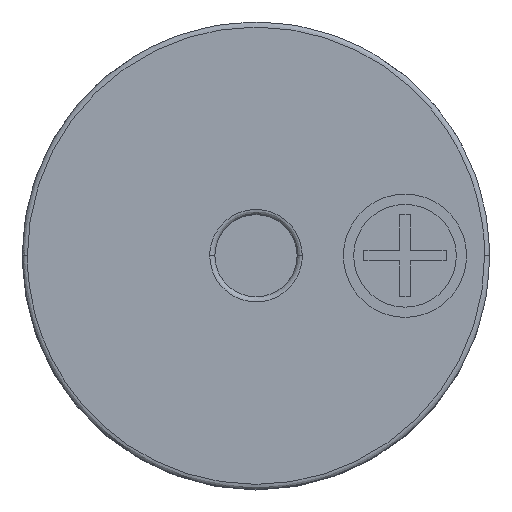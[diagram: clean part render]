
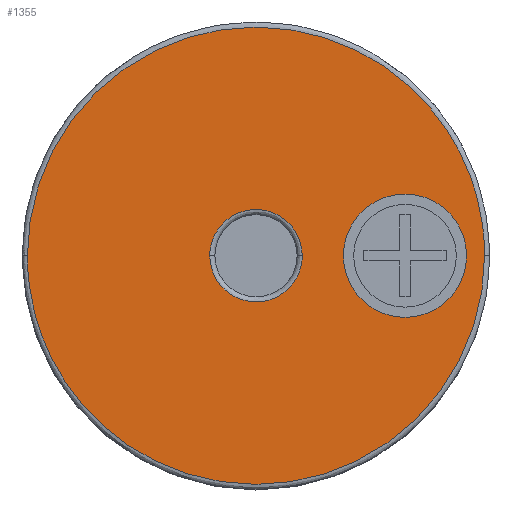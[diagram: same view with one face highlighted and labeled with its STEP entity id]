
A CAD part, top view. The second image highlights one B-rep face of the part: STEP entity #1355.
In plain terms, the highlighted planar face has unit normal (0, 0, 1).
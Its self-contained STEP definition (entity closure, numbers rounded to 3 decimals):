
#32 = FACE_BOUND ( 'NONE', #231, .T. ) ;
#142 = VERTEX_POINT ( 'NONE', #176 ) ;
#176 = CARTESIAN_POINT ( 'NONE',  ( 4.45, 0., 5.6 ) ) ;
#231 = EDGE_LOOP ( 'NONE', ( #1495, #298 ) ) ;
#234 = ORIENTED_EDGE ( 'NONE', *, *, #1562, .F. ) ;
#238 = PLANE ( 'NONE',  #2015 ) ;
#253 =( BOUNDED_CURVE ( )  B_SPLINE_CURVE ( 3, ( #1008, #2290, #474, #2295 ),
 .UNSPECIFIED., .F., .T. ) 
 B_SPLINE_CURVE_WITH_KNOTS ( ( 4, 4 ),
 ( 0., 0.5 ),
 .UNSPECIFIED. ) 
 CURVE ( )  GEOMETRIC_REPRESENTATION_ITEM ( )  RATIONAL_B_SPLINE_CURVE ( ( 1., 0.333, 0.333, 1. ) ) 
 REPRESENTATION_ITEM ( '' )  );
#292 = EDGE_CURVE ( 'NONE', #1494, #2246, #253, .T. ) ;
#298 = ORIENTED_EDGE ( 'NONE', *, *, #1484, .F. ) ;
#314 = CARTESIAN_POINT ( 'NONE',  ( -4.45, 0., 5.6 ) ) ;
#394 = CARTESIAN_POINT ( 'NONE',  ( -4.45, -8.9, 5.6 ) ) ;
#402 = VERTEX_POINT ( 'NONE', #2139 ) ;
#429 = EDGE_CURVE ( 'NONE', #990, #142, #1266, .T. ) ;
#474 = CARTESIAN_POINT ( 'NONE',  ( -0.9, 1.8, 5.6 ) ) ;
#540 = CIRCLE ( 'NONE', #1828, 1.2 ) ;
#549 =( BOUNDED_CURVE ( )  B_SPLINE_CURVE ( 3, ( #1305, #572, #394, #1288 ),
 .UNSPECIFIED., .F., .T. ) 
 B_SPLINE_CURVE_WITH_KNOTS ( ( 4, 4 ),
 ( 0., 0.5 ),
 .UNSPECIFIED. ) 
 CURVE ( )  GEOMETRIC_REPRESENTATION_ITEM ( )  RATIONAL_B_SPLINE_CURVE ( ( 1., 0.333, 0.333, 1. ) ) 
 REPRESENTATION_ITEM ( '' )  );
#572 = CARTESIAN_POINT ( 'NONE',  ( 4.45, -8.9, 5.6 ) ) ;
#573 = VERTEX_POINT ( 'NONE', #1948 ) ;
#590 = CIRCLE ( 'NONE', #1432, 1.2 ) ;
#639 = DIRECTION ( 'NONE',  ( 0., 0., 1. ) ) ;
#681 = DIRECTION ( 'NONE',  ( 1., 0., 0. ) ) ;
#705 =( BOUNDED_CURVE ( )  B_SPLINE_CURVE ( 3, ( #2060, #2110, #1861, #1318 ),
 .UNSPECIFIED., .F., .F. ) 
 B_SPLINE_CURVE_WITH_KNOTS ( ( 4, 4 ),
 ( 0.5, 1. ),
 .UNSPECIFIED. ) 
 CURVE ( )  GEOMETRIC_REPRESENTATION_ITEM ( )  RATIONAL_B_SPLINE_CURVE ( ( 1., 0.333, 0.333, 1. ) ) 
 REPRESENTATION_ITEM ( '' )  );
#770 = ORIENTED_EDGE ( 'NONE', *, *, #292, .F. ) ;
#792 = CARTESIAN_POINT ( 'NONE',  ( -0.9, 0., 5.6 ) ) ;
#870 = DIRECTION ( 'NONE',  ( 0., 0., 1. ) ) ;
#971 = CARTESIAN_POINT ( 'NONE',  ( 0.9, 0., 5.6 ) ) ;
#990 = VERTEX_POINT ( 'NONE', #1065 ) ;
#1008 = CARTESIAN_POINT ( 'NONE',  ( 0.9, 0., 5.6 ) ) ;
#1031 = CARTESIAN_POINT ( 'NONE',  ( 4.45, 8.9, 5.6 ) ) ;
#1036 = CARTESIAN_POINT ( 'NONE',  ( -4.45, 8.9, 5.6 ) ) ;
#1049 = CARTESIAN_POINT ( 'NONE',  ( 2.9, 0., 5.6 ) ) ;
#1065 = CARTESIAN_POINT ( 'NONE',  ( -4.45, 0., 5.6 ) ) ;
#1111 = EDGE_LOOP ( 'NONE', ( #2196, #1414 ) ) ;
#1165 = CARTESIAN_POINT ( 'NONE',  ( 4.55, 0., 5.6 ) ) ;
#1202 = EDGE_CURVE ( 'NONE', #573, #402, #540, .T. ) ;
#1266 =( BOUNDED_CURVE ( )  B_SPLINE_CURVE ( 3, ( #314, #1036, #1031, #2154 ),
 .UNSPECIFIED., .F., .T. ) 
 B_SPLINE_CURVE_WITH_KNOTS ( ( 4, 4 ),
 ( 0.5, 1. ),
 .UNSPECIFIED. ) 
 CURVE ( )  GEOMETRIC_REPRESENTATION_ITEM ( )  RATIONAL_B_SPLINE_CURVE ( ( 1., 0.333, 0.333, 1. ) ) 
 REPRESENTATION_ITEM ( '' )  );
#1288 = CARTESIAN_POINT ( 'NONE',  ( -4.45, 0., 5.6 ) ) ;
#1305 = CARTESIAN_POINT ( 'NONE',  ( 4.45, 0., 5.6 ) ) ;
#1318 = CARTESIAN_POINT ( 'NONE',  ( 0.9, 0., 5.6 ) ) ;
#1355 = ADVANCED_FACE ( 'NONE', ( #32, #2205, #1840 ), #238, .F. ) ;
#1356 = CARTESIAN_POINT ( 'NONE',  ( 2.9, 0., 5.6 ) ) ;
#1408 = EDGE_LOOP ( 'NONE', ( #770, #234 ) ) ;
#1414 = ORIENTED_EDGE ( 'NONE', *, *, #429, .F. ) ;
#1432 = AXIS2_PLACEMENT_3D ( 'NONE', #1356, #639, #1520 ) ;
#1484 = EDGE_CURVE ( 'NONE', #402, #573, #590, .T. ) ;
#1494 = VERTEX_POINT ( 'NONE', #971 ) ;
#1495 = ORIENTED_EDGE ( 'NONE', *, *, #1202, .F. ) ;
#1512 = DIRECTION ( 'NONE',  ( 0., 0., -1. ) ) ;
#1520 = DIRECTION ( 'NONE',  ( 1., 0., 0. ) ) ;
#1562 = EDGE_CURVE ( 'NONE', #2246, #1494, #705, .T. ) ;
#1828 = AXIS2_PLACEMENT_3D ( 'NONE', #1049, #870, #681 ) ;
#1840 = FACE_OUTER_BOUND ( 'NONE', #1111, .T. ) ;
#1861 = CARTESIAN_POINT ( 'NONE',  ( 0.9, -1.8, 5.6 ) ) ;
#1948 = CARTESIAN_POINT ( 'NONE',  ( 4.1, 0., 5.6 ) ) ;
#2015 = AXIS2_PLACEMENT_3D ( 'NONE', #1165, #1512, #2058 ) ;
#2058 = DIRECTION ( 'NONE',  ( -1., 0., 0. ) ) ;
#2060 = CARTESIAN_POINT ( 'NONE',  ( -0.9, 0., 5.6 ) ) ;
#2110 = CARTESIAN_POINT ( 'NONE',  ( -0.9, -1.8, 5.6 ) ) ;
#2139 = CARTESIAN_POINT ( 'NONE',  ( 1.7, 0., 5.6 ) ) ;
#2154 = CARTESIAN_POINT ( 'NONE',  ( 4.45, 0., 5.6 ) ) ;
#2196 = ORIENTED_EDGE ( 'NONE', *, *, #2231, .F. ) ;
#2205 = FACE_BOUND ( 'NONE', #1408, .T. ) ;
#2231 = EDGE_CURVE ( 'NONE', #142, #990, #549, .T. ) ;
#2246 = VERTEX_POINT ( 'NONE', #792 ) ;
#2290 = CARTESIAN_POINT ( 'NONE',  ( 0.9, 1.8, 5.6 ) ) ;
#2295 = CARTESIAN_POINT ( 'NONE',  ( -0.9, 0., 5.6 ) ) ;
